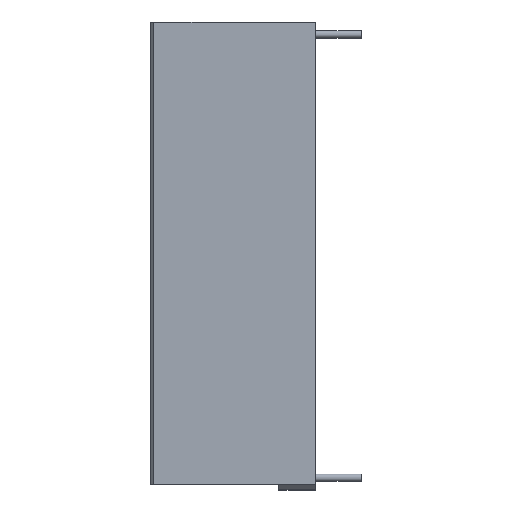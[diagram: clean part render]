
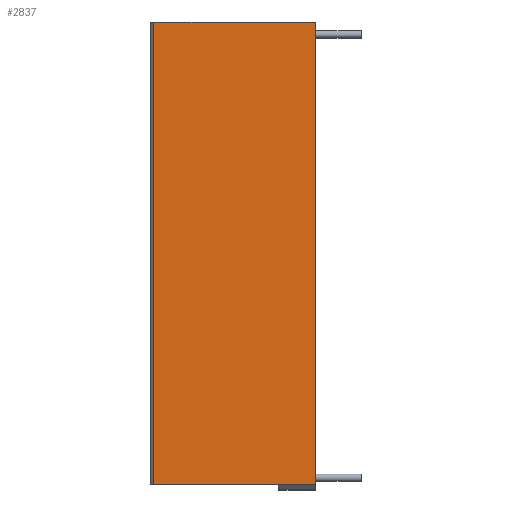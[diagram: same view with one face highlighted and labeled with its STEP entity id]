
A CAD part, left-side view. The second image highlights one B-rep face of the part: STEP entity #2837.
In plain terms, the highlighted free-form (B-spline) face has degree [1, 1] with [2, 2] control points.
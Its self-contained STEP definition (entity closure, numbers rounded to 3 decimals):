
#2802=CARTESIAN_POINT('F37',(-7.7,13.15,
   0.0));
#2803=CARTESIAN_POINT('F37',(-7.7,0.0,0.0));
#2804=CARTESIAN_POINT('F37',(-7.7,13.15,
   38.35));
#2805=CARTESIAN_POINT('F37',(-7.7,0.0,
   38.35));
#2806=B_SPLINE_SURFACE_WITH_KNOTS('F37',1,1,((#2802,#2804),(#2803,
   #2805)),.PLANE_SURF.,.F.,.F.,.U.,(2,2),(2,2),(0.0,1.0),(0.0,
   2.916),.UNSPECIFIED.);
#2807=CARTESIAN_POINT('V64',(-7.7,13.15,
   0.83));
#2808=VERTEX_POINT('V64',#2807);
#2809=CARTESIAN_POINT('V63',(-7.7,0.,
   0.83));
#2810=VERTEX_POINT('V63',#2809);
#2811=CARTESIAN_POINT('E90',(-7.7,13.15,
   0.83));
#2812=CARTESIAN_POINT('E90',(-7.7,0.,
   0.83));
#2813=B_SPLINE_CURVE_WITH_KNOTS('E90',1,(#2811,#2812),
   .POLYLINE_FORM.,.F.,.U.,(2,2),(0.0,16.541),
   .UNSPECIFIED.);
#2814=EDGE_CURVE('E90',#2808,#2810,#2813,.T.);
#2815=ORIENTED_EDGE('E90',*,*,#2814,.T.);
#2816=CARTESIAN_POINT('V77',(-7.7,0.,
   38.35));
#2817=VERTEX_POINT('V77',#2816);
#2818=CARTESIAN_POINT('E119',(-7.7,0.0,
   0.83));
#2819=CARTESIAN_POINT('E119',(-7.7,0.0,
   38.35));
#2820=B_SPLINE_CURVE_WITH_KNOTS('E119',1,(#2818,#2819),
   .POLYLINE_FORM.,.F.,.U.,(2,2),(0.063,
   2.916),.UNSPECIFIED.);
#2821=EDGE_CURVE('E119',#2810,#2817,#2820,.T.);
#2822=ORIENTED_EDGE('E119',*,*,#2821,.T.);
#2823=CARTESIAN_POINT('V76',(-7.7,13.15,
   38.35));
#2824=VERTEX_POINT('V76',#2823);
#2825=CARTESIAN_POINT('E109',(-7.7,0.0,
   38.35));
#2826=CARTESIAN_POINT('E109',(-7.7,13.15,
   38.35));
#2827=QUASI_UNIFORM_CURVE('E109',1,(#2825,#2826),.POLYLINE_FORM.,.F.,
   .U.);
#2828=EDGE_CURVE('E109',#2817,#2824,#2827,.T.);
#2829=ORIENTED_EDGE('E109',*,*,#2828,.T.);
#2830=CARTESIAN_POINT('E117',(-7.7,13.15,
   0.83));
#2831=CARTESIAN_POINT('E117',(-7.7,13.15,
   38.35));
#2832=B_SPLINE_CURVE_WITH_KNOTS('E117',1,(#2830,#2831),
   .POLYLINE_FORM.,.F.,.U.,(2,2),(2.348,
   108.47),.UNSPECIFIED.);
#2833=EDGE_CURVE('E117',#2808,#2824,#2832,.T.);
#2834=ORIENTED_EDGE('E117',*,*,#2833,.F.);
#2835=EDGE_LOOP('F37',(#2815,#2822,#2829,#2834));
#2836=FACE_OUTER_BOUND('F37',#2835,.T.);
#2837=ADVANCED_FACE('F37',(#2836),#2806,.T.);
